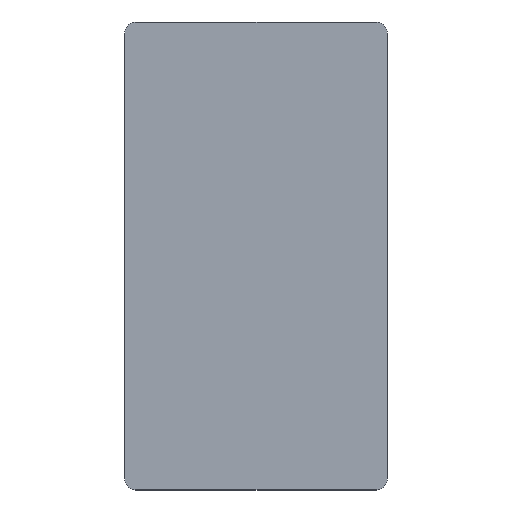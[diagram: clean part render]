
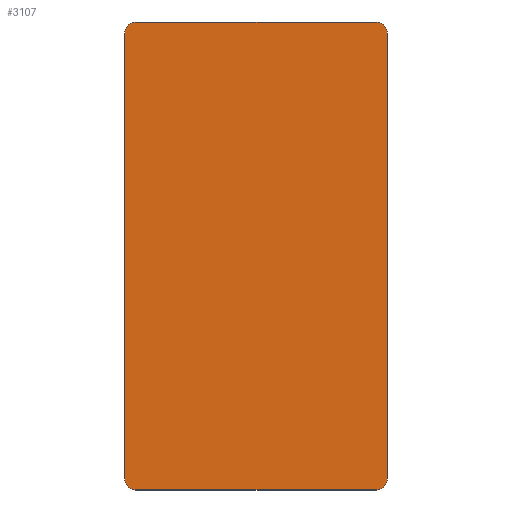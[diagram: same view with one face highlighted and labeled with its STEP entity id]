
A CAD part, top view. The second image highlights one B-rep face of the part: STEP entity #3107.
In plain terms, the highlighted planar face has unit normal (0, 0, 1).
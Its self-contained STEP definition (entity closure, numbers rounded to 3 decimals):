
#207=PLANE('',#3370);
#387=FACE_OUTER_BOUND('',#579,.T.);
#579=EDGE_LOOP('',(#2880,#2881,#2882,#2883,#2884,#2885,#2886,#2887,#2888));
#925=LINE('',#5069,#1281);
#928=LINE('',#5077,#1284);
#930=LINE('',#5081,#1286);
#933=LINE('',#5089,#1289);
#936=LINE('',#5096,#1292);
#1281=VECTOR('',#4182,10.);
#1284=VECTOR('',#4191,10.);
#1286=VECTOR('',#4195,10.);
#1289=VECTOR('',#4204,10.);
#1292=VECTOR('',#4213,10.);
#1353=CIRCLE('',#3358,5.);
#1354=CIRCLE('',#3361,5.);
#1355=CIRCLE('',#3365,5.);
#1356=CIRCLE('',#3368,5.);
#1628=VERTEX_POINT('',#5062);
#1629=VERTEX_POINT('',#5064);
#1630=VERTEX_POINT('',#5068);
#1631=VERTEX_POINT('',#5072);
#1632=VERTEX_POINT('',#5076);
#1633=VERTEX_POINT('',#5080);
#1634=VERTEX_POINT('',#5084);
#1635=VERTEX_POINT('',#5088);
#1636=VERTEX_POINT('',#5092);
#2040=EDGE_CURVE('',#1629,#1628,#1353,.T.);
#2042=EDGE_CURVE('',#1630,#1629,#925,.T.);
#2044=EDGE_CURVE('',#1631,#1630,#1354,.T.);
#2046=EDGE_CURVE('',#1632,#1631,#928,.T.);
#2048=EDGE_CURVE('',#1633,#1632,#930,.T.);
#2050=EDGE_CURVE('',#1634,#1633,#1355,.T.);
#2052=EDGE_CURVE('',#1635,#1634,#933,.T.);
#2054=EDGE_CURVE('',#1636,#1635,#1356,.T.);
#2056=EDGE_CURVE('',#1628,#1636,#936,.T.);
#2880=ORIENTED_EDGE('',*,*,#2056,.T.);
#2881=ORIENTED_EDGE('',*,*,#2054,.T.);
#2882=ORIENTED_EDGE('',*,*,#2052,.T.);
#2883=ORIENTED_EDGE('',*,*,#2050,.T.);
#2884=ORIENTED_EDGE('',*,*,#2048,.T.);
#2885=ORIENTED_EDGE('',*,*,#2046,.T.);
#2886=ORIENTED_EDGE('',*,*,#2044,.T.);
#2887=ORIENTED_EDGE('',*,*,#2042,.T.);
#2888=ORIENTED_EDGE('',*,*,#2040,.T.);
#3107=ADVANCED_FACE('',(#387),#207,.T.);
#3358=AXIS2_PLACEMENT_3D('',#5065,#4177,#4178);
#3361=AXIS2_PLACEMENT_3D('',#5073,#4186,#4187);
#3365=AXIS2_PLACEMENT_3D('',#5085,#4199,#4200);
#3368=AXIS2_PLACEMENT_3D('',#5093,#4208,#4209);
#3370=AXIS2_PLACEMENT_3D('',#5097,#4214,#4215);
#4177=DIRECTION('center_axis',(0.,0.,1.));
#4178=DIRECTION('ref_axis',(0.,1.,0.));
#4182=DIRECTION('',(-1.,0.,0.));
#4186=DIRECTION('center_axis',(0.,0.,1.));
#4187=DIRECTION('ref_axis',(1.,0.,0.));
#4191=DIRECTION('',(0.,1.,0.));
#4195=DIRECTION('',(0.,1.,0.));
#4199=DIRECTION('center_axis',(0.,0.,1.));
#4200=DIRECTION('ref_axis',(0.,-1.,0.));
#4204=DIRECTION('',(1.,0.,0.));
#4208=DIRECTION('center_axis',(0.,0.,1.));
#4209=DIRECTION('ref_axis',(-1.,0.,0.));
#4213=DIRECTION('',(0.,-1.,0.));
#4214=DIRECTION('center_axis',(0.,0.,1.));
#4215=DIRECTION('ref_axis',(-1.,0.,0.));
#5062=CARTESIAN_POINT('',(-74.75,181.957,45.));
#5064=CARTESIAN_POINT('',(-69.75,186.957,45.));
#5065=CARTESIAN_POINT('Origin',(-69.75,181.957,45.));
#5068=CARTESIAN_POINT('',(36.5,186.957,45.));
#5069=CARTESIAN_POINT('',(-16.625,186.957,45.));
#5072=CARTESIAN_POINT('',(41.5,181.957,45.));
#5073=CARTESIAN_POINT('Origin',(36.5,181.957,45.));
#5076=CARTESIAN_POINT('',(41.5,83.479,45.));
#5077=CARTESIAN_POINT('',(41.5,83.479,45.));
#5080=CARTESIAN_POINT('',(41.5,-15.,45.));
#5081=CARTESIAN_POINT('',(41.5,83.479,45.));
#5084=CARTESIAN_POINT('',(36.5,-20.,45.));
#5085=CARTESIAN_POINT('Origin',(36.5,-15.,45.));
#5088=CARTESIAN_POINT('',(-69.75,-20.,45.));
#5089=CARTESIAN_POINT('',(-16.625,-20.,45.));
#5092=CARTESIAN_POINT('',(-74.75,-15.,45.));
#5093=CARTESIAN_POINT('Origin',(-69.75,-15.,45.));
#5096=CARTESIAN_POINT('',(-74.75,83.479,45.));
#5097=CARTESIAN_POINT('Origin',(-16.625,83.479,45.));
